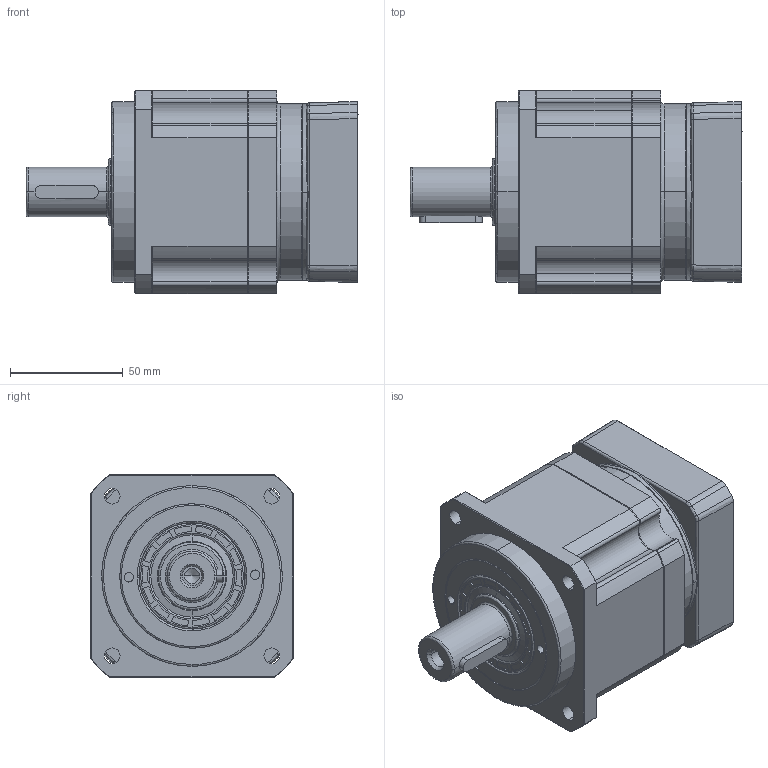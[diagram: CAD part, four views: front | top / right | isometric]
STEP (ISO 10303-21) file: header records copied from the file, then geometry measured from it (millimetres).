
FILE_DESCRIPTION (( 'STEP AP203' ), '1' );
FILE_NAME ('FAB090D-L1-19-70-90-M5-42.STEP', '2021-05-04T00:41:54', ( '微软用户' ), ( '微软中国' ), 'SwSTEP 2.0', 'SolidWorks 2016', '' );
FILE_SCHEMA (( 'CONFIG_CONTROL_DESIGN' ));
Length unit declared in the file: millimetre
Products named in the file (12): 隅弇覃淕杶FAB090D; 输入轴锁紧环 23-52-14; hex socket set screws with cone point gb_GB_FASTENER_SCREWS_HSCP M12X12-N; 输入轴FAB090D-19; M5-12樓粟菜; 蚐猾30476; 镂空输入法兰FAB090D-70x24.5xM5; 输入端壳体FAB090D; FAB090D-L1-19-70-90-M5-42; 输出内齿圈壳体FAB090D; 怀堤俴陎殤FAB090D-22; A倰す瑩 6-28
Assembly tree (20 placements, depth 2):
  FAB090D-L1-19-70-90-M5-42
    蚐猾30476
    输入端壳体FAB090D
    输出内齿圈壳体FAB090D
    怀堤俴陎殤FAB090D-22
    A倰す瑩 6-28
    隅弇覃淕杶FAB090D
    输入轴锁紧环 23-52-14
    输入轴FAB090D-19
    hex socket set screws with cone point gb_GB_FASTENER_SCREWS_HSCP M12X12-N
    M5-12樓粟菜  x10
    镂空输入法兰FAB090D-70x24.5xM5
Bounding box: 147 x 90 x 90 mm (x, y, z)
Volume: 649033.1 mm3; surface area: 123465.1 mm2
Topology: 10 solids, 30 shells, 1070 faces, 2626 edges, 1630 vertices
Faces by surface type: cylinder 326, plane 320, cone 224, bspline 192, torus 8
Entity records: 35035 total; most frequent: CARTESIAN_POINT 15233, ORIENTED_EDGE 3977, DIRECTION 3634, EDGE_CURVE 1992, AXIS2_PLACEMENT_3D 1468, VERTEX_POINT 1249, EDGE_LOOP 912, ADVANCED_FACE 818
